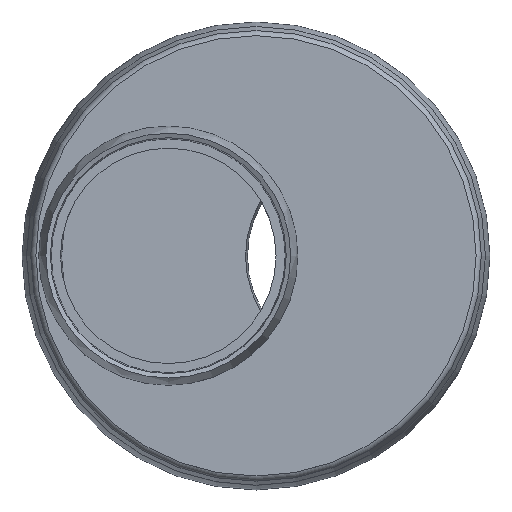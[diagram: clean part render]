
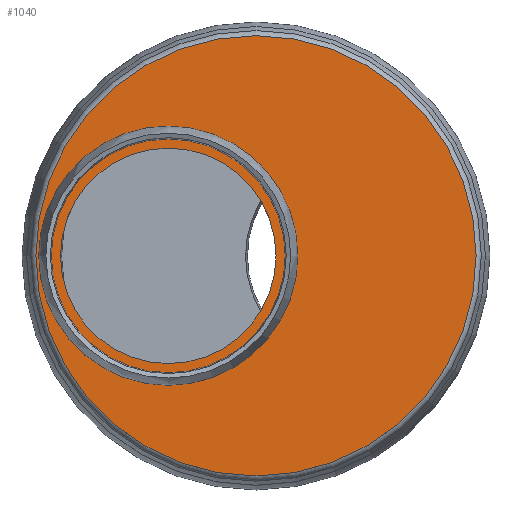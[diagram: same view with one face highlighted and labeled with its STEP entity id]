
A CAD part, top view. The second image highlights one B-rep face of the part: STEP entity #1040.
In plain terms, the highlighted planar face has unit normal (0, 0, 1).
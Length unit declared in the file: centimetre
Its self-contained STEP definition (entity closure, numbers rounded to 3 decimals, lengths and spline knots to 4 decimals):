
#57=FACE_BOUND('',#198,.T.);
#70=PLANE('',#1162);
#122=FACE_OUTER_BOUND('',#197,.T.);
#197=EDGE_LOOP('',(#800));
#198=EDGE_LOOP('',(#801));
#368=CIRCLE('',#1158,35.);
#370=CIRCLE('',#1161,71.5);
#475=VERTEX_POINT('',#1793);
#477=VERTEX_POINT('',#1799);
#590=EDGE_CURVE('',#475,#475,#368,.T.);
#593=EDGE_CURVE('',#477,#477,#370,.T.);
#800=ORIENTED_EDGE('',*,*,#593,.T.);
#801=ORIENTED_EDGE('',*,*,#590,.T.);
#1040=ADVANCED_FACE('',(#122,#57),#70,.T.);
#1158=AXIS2_PLACEMENT_3D('',#1795,#1422,#1423);
#1161=AXIS2_PLACEMENT_3D('',#1801,#1429,#1430);
#1162=AXIS2_PLACEMENT_3D('',#1802,#1431,#1432);
#1422=DIRECTION('center_axis',(0.,0.,-1.));
#1423=DIRECTION('ref_axis',(1.,0.,0.));
#1429=DIRECTION('center_axis',(0.,0.,1.));
#1430=DIRECTION('ref_axis',(1.,0.,0.));
#1431=DIRECTION('center_axis',(0.,0.,1.));
#1432=DIRECTION('ref_axis',(-1.,0.,0.));
#1793=CARTESIAN_POINT('',(-95.,0.,115.9999));
#1795=CARTESIAN_POINT('Origin',(-60.,0.,
115.9999));
#1799=CARTESIAN_POINT('',(-103.,0.,115.9999));
#1801=CARTESIAN_POINT('Origin',(-31.5,0.,
115.9999));
#1802=CARTESIAN_POINT('Origin',(-31.5,0.,
115.9999));
